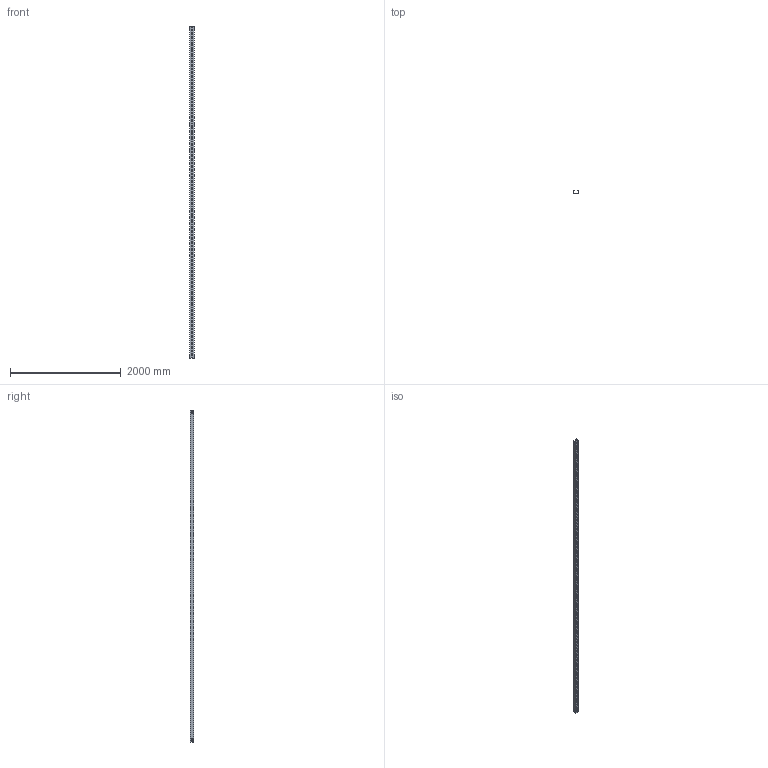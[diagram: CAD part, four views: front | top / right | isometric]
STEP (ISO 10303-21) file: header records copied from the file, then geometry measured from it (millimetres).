
FILE_DESCRIPTION((''),'2;1');
FILE_NAME('163007_PRT','2019-01-03T11:19:33',('tomasz.grudniewski'),(''),'CREO PARAMETRIC BY PTC INC, 2018400','CREO PARAMETRIC BY PTC INC, 2018400','');
FILE_SCHEMA(('CONFIG_CONTROL_DESIGN'));
Length unit declared in the file: millimetre
Products named in the file (1): 163007_PRT
Bounding box: 75 x 59.97 x 6000 mm (x, y, z)
Volume: 858340.1 mm3; surface area: 2467428 mm2
Topology: 1 solids, 1 shells, 606 faces, 1756 edges, 1152 vertices
Faces by surface type: plane 438, cylinder 168
Entity records: 20370 total; most frequent: CARTESIAN_POINT 3514, ORIENTED_EDGE 3512, DIRECTION 3304, EDGE_CURVE 1756, VECTOR 1420, LINE 1420, VERTEX_POINT 1152, AXIS2_PLACEMENT_3D 942
